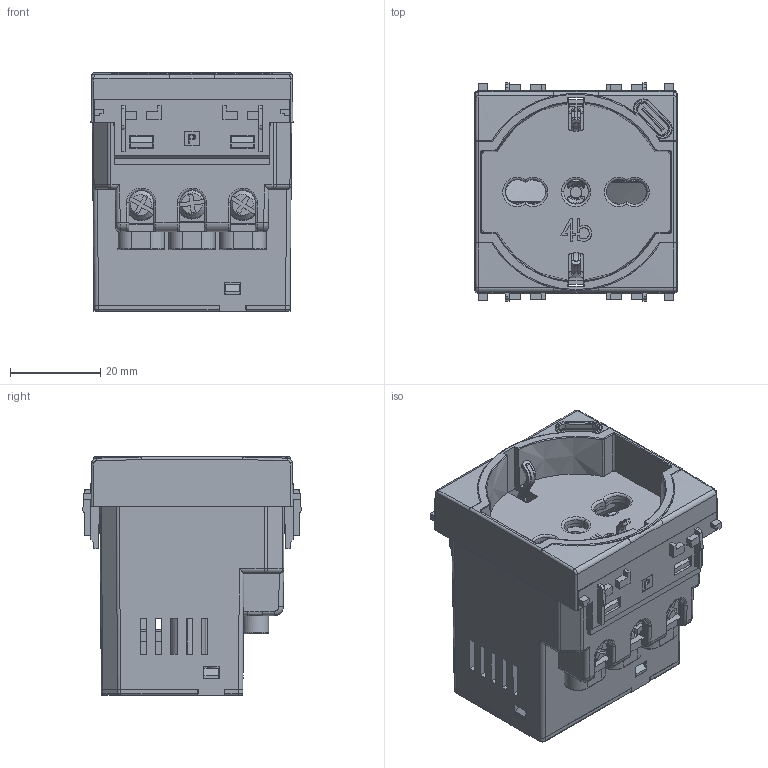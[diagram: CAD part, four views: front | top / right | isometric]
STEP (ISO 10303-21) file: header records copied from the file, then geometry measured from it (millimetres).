
FILE_DESCRIPTION (( 'STEP AP214' ), '1' );
FILE_NAME ('4BOX-P40+USB-C-3A-PLANA.STEP', '2024-08-23T01:42:40', ( '' ), ( '' ), 'SwSTEP 2.0', 'SolidWorks 2016', '' );
FILE_SCHEMA (( 'AUTOMOTIVE_DESIGN' ));
Length unit declared in the file: millimetre
Products named in the file (17): 豜肣穩隊2.5X2.5-20200310; 湮す悵誘藷-陔耀; 4BOX-P40+C衵銅え-20191210; 4BOX-P40+C諉華蟀諉え-20191210; 4BOX-P40+C酘銅え-20191210; LK40207050-22; DT16011_AF0_21; 4BOX-P40+USB脣釱狟裔-PLANA-20191113; P17-SHUTTER_AF0_14; DP16012_AF0_13; M3.5X6-20200624; 31285044-; 4BOX-P40+USB脣釱醱啣-PLANA-20191202載陔; 4BOX-P40+C諉華郪璃-20240325; 4BOX-P40+USB-PCB-A啣-20191105; P40+C耀輸價釱-PLANA-20220307載陔; 4BOX-P40+USB-C-3A-PLANA
Assembly tree (20 placements, depth 3):
  4BOX-P40+USB-C-3A-PLANA
    4BOX-P40+USB脣釱醱啣-PLANA-20191202載陔
    P40+C耀輸價釱-PLANA-20220307載陔
    4BOX-P40+USB脣釱狟裔-PLANA-20191113
    4BOX-P40+USB-PCB-A啣-20191105
    湮す悵誘藷-陔耀
      DT16011_AF0_21
      DP16012_AF0_13
      P17-SHUTTER_AF0_14
    4BOX-P40+C諉華郪璃-20240325
      31285044-
      4BOX-P40+C諉華蟀諉え-20191210
      M3.5X6-20200624
      LK40207050-22
      豜肣穩隊2.5X2.5-20200310
    4BOX-P40+C酘銅え-20191210
    4BOX-P40+C衵銅え-20191210
    LK40207050-22  x2
    M3.5X6-20200624  x2
Bounding box: 44.8 x 48.45 x 52.8 mm (x, y, z)
Volume: 36446.5 mm3; surface area: 51741.8 mm2
Topology: 18 solids, 20 shells, 3529 faces, 9962 edges, 6523 vertices
Faces by surface type: plane 2200, cylinder 654, bspline 452, cone 128, torus 91, sphere 4
Entity records: 124495 total; most frequent: CARTESIAN_POINT 43860, ORIENTED_EDGE 18344, DIRECTION 13968, EDGE_CURVE 9172, LINE 6266, VECTOR 6266, VERTEX_POINT 6011, AXIS2_PLACEMENT_3D 3851
